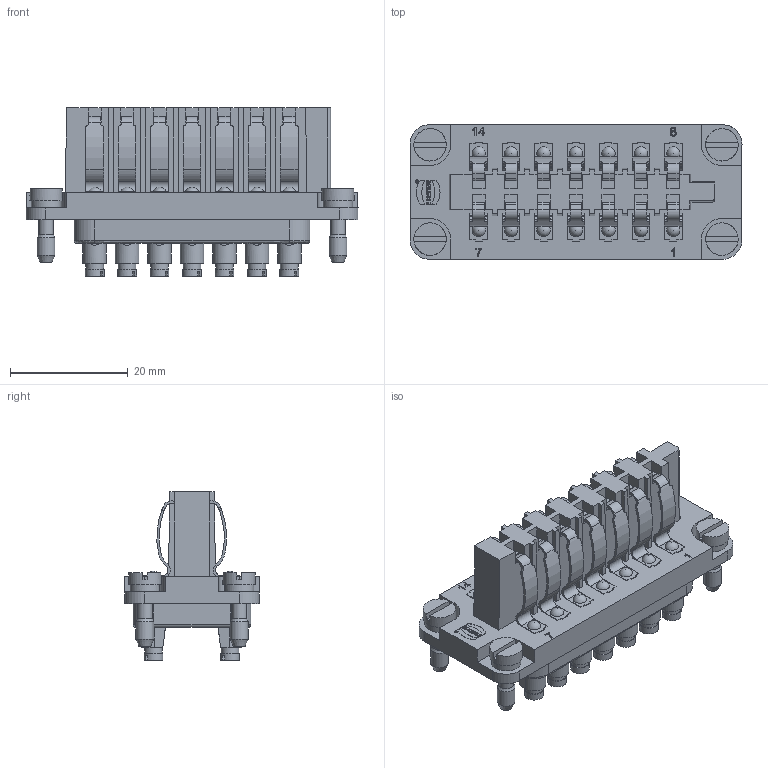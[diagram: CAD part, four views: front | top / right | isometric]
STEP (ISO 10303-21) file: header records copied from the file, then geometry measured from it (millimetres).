
FILE_DESCRIPTION(/* description */ (''),/* implementation_level */ '2;1');
FILE_NAME(/* name */ '100178614ugm000_b.stp',/* time_stamp */ '2019-08-30T07:41:31+02:00',/* author */ (''),/* organization */ (''),/* preprocessor_version */ 'ST-DEVELOPER v16.7',/* originating_system */ 'SIEMENS PLM Software NX 12.0',/* authorisation */ '');
FILE_SCHEMA (('AUTOMOTIVE_DESIGN { 1 0 10303 214 3 1 1 1 }'));
Length unit declared in the file: millimetre
Products named in the file (1): 100178614ugm000_b
Bounding box: 56.3 x 22.8 x 28.6 mm (x, y, z)
Volume: 13335.4 mm3; surface area: 9246.1 mm2
Topology: 1 solids, 1 shells, 1115 faces, 3424 edges, 2502 vertices
Faces by surface type: plane 649, cylinder 333, extrusion 49, sphere 40, cone 36, revolution 4, bspline 4
Full cylindrical faces by diameter (mm): 0.455 x1, 0.538 x1, 2.4 x14, 2.5 x4, 3 x18, 3.19 x14, 5 x4, 5.5 x4
Entity records: 46526 total; most frequent: CARTESIAN_POINT 9165, ORIENTED_EDGE 6010, DIRECTION 5706, EDGE_CURVE 3005, VERTEX_POINT 2057, VECTOR 2002, LINE 1953, AXIS2_PLACEMENT_3D 1850
